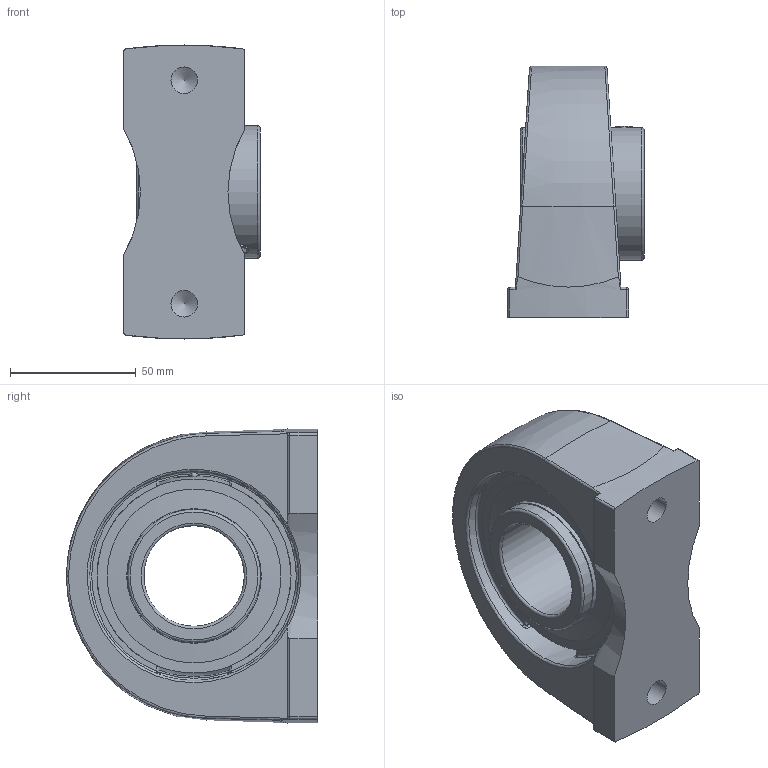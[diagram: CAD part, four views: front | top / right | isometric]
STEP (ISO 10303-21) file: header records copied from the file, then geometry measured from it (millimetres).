
FILE_DESCRIPTION(/* description */ ('Alibre Inc.'),/* implementation_level */ '2;1');
FILE_NAME(/* name */ 'export-84E96FFA-517C-414F-898A-9E599A49957A',/* time_stamp */ '2020-05-18T14:50:41-07:00',/* author */ (''),/* organization */ (''),/* preprocessor_version */ 'ST-DEVELOPER v17',/* originating_system */ 'Alibre',/* authorisation */ '');
FILE_SCHEMA (('CONFIG_CONTROL_DESIGN'));
Length unit declared in the file: inch
Bounding box: 54.2 x 100 x 117 mm (x, y, z)
Volume: 259363.2 mm3; surface area: 76555 mm2
Topology: 16 solids, 16 shells, 152 faces, 377 edges, 231 vertices
Faces by surface type: plane 47, cylinder 44, sphere 20, torus 17, bspline 14, cone 10
Full cylindrical faces by diameter (mm): 6.782 x4, 10.592 x2, 40 x1, 52.832 x4, 53.594 x2, 69.215 x4, 83.195 x2, 88.22 x1
Entity records: 6979 total; most frequent: CARTESIAN_POINT 3482, ORIENTED_EDGE 526, DIRECTION 519, EDGE_CURVE 263, AXIS2_PLACEMENT_3D 250, FACE_BOUND 194, VERTEX_POINT 191, EDGE_LOOP 183
